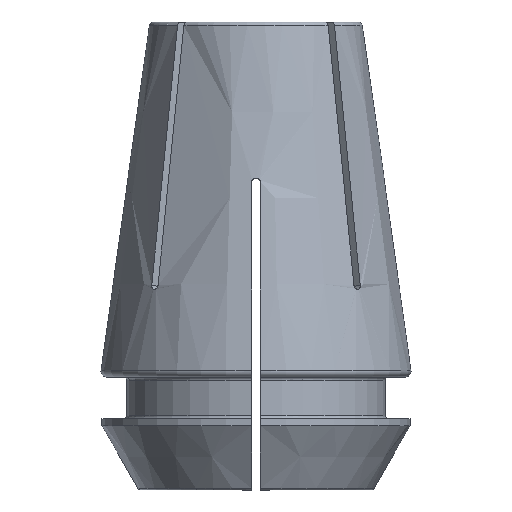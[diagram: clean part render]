
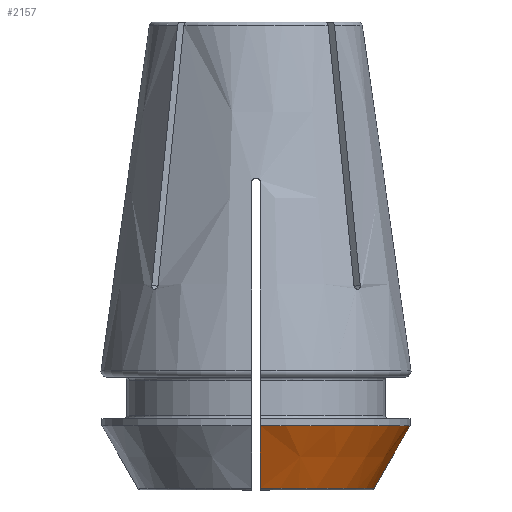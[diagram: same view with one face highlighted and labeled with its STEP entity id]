
A CAD part, front view. The second image highlights one B-rep face of the part: STEP entity #2157.
In plain terms, the highlighted conical face has half-angle 30 degrees and reference radius 10.158 mm.
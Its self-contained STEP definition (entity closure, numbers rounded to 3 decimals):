
#272=CONICAL_SURFACE('',#2328,10.158,0.524);
#346=B_SPLINE_CURVE_WITH_KNOTS('',3,(#3523,#3524,#3525,#3526),
 .UNSPECIFIED.,.F.,.F.,(4,4),(0.009,0.014),
 .UNSPECIFIED.);
#347=B_SPLINE_CURVE_WITH_KNOTS('',3,(#3530,#3531,#3532,#3533),
 .UNSPECIFIED.,.F.,.F.,(4,4),(0.01,0.015),
 .UNSPECIFIED.);
#574=ORIENTED_EDGE('',*,*,#1256,.T.);
#575=ORIENTED_EDGE('',*,*,#1257,.T.);
#576=ORIENTED_EDGE('',*,*,#1258,.F.);
#577=ORIENTED_EDGE('',*,*,#1259,.T.);
#1256=EDGE_CURVE('',#1586,#1587,#1758,.F.);
#1257=EDGE_CURVE('',#1587,#1588,#346,.T.);
#1258=EDGE_CURVE('',#1589,#1588,#1759,.T.);
#1259=EDGE_CURVE('',#1589,#1586,#347,.T.);
#1586=VERTEX_POINT('',#3521);
#1587=VERTEX_POINT('',#3522);
#1588=VERTEX_POINT('',#3527);
#1589=VERTEX_POINT('',#3529);
#1758=CIRCLE('',#2329,7.951);
#1759=CIRCLE('',#2330,10.37);
#1863=EDGE_LOOP('',(#574,#575,#576,#577));
#1991=FACE_BOUND('',#1863,.T.);
#2157=ADVANCED_FACE('',(#1991),#272,.T.);
#2328=AXIS2_PLACEMENT_3D('',#3519,#2661,#2662);
#2329=AXIS2_PLACEMENT_3D('',#3520,#2663,#2664);
#2330=AXIS2_PLACEMENT_3D('',#3528,#2665,#2666);
#2661=DIRECTION('',(0.,0.,1.));
#2662=DIRECTION('',(1.,0.,0.));
#2663=DIRECTION('',(0.,0.,-1.));
#2664=DIRECTION('',(-1.,0.,0.));
#2665=DIRECTION('',(0.,0.,1.));
#2666=DIRECTION('',(1.,0.,0.));
#3519=CARTESIAN_POINT('',(0.,0.,4.148));
#3520=CARTESIAN_POINT('',(0.,0.,0.325));
#3521=CARTESIAN_POINT('',(0.3,-7.945,0.325));
#3522=CARTESIAN_POINT('',(7.945,-0.3,0.325));
#3523=CARTESIAN_POINT('',(7.945,-0.3,0.325));
#3524=CARTESIAN_POINT('',(8.752,-0.3,1.722));
#3525=CARTESIAN_POINT('',(9.559,-0.3,3.118));
#3526=CARTESIAN_POINT('',(10.366,-0.3,4.515));
#3527=CARTESIAN_POINT('',(10.366,-0.3,4.515));
#3528=CARTESIAN_POINT('',(0.,0.,4.515));
#3529=CARTESIAN_POINT('',(0.3,-10.366,4.515));
#3530=CARTESIAN_POINT('',(0.3,-10.366,4.515));
#3531=CARTESIAN_POINT('',(0.3,-9.559,3.118));
#3532=CARTESIAN_POINT('',(0.3,-8.752,1.722));
#3533=CARTESIAN_POINT('',(0.3,-7.945,0.325));
